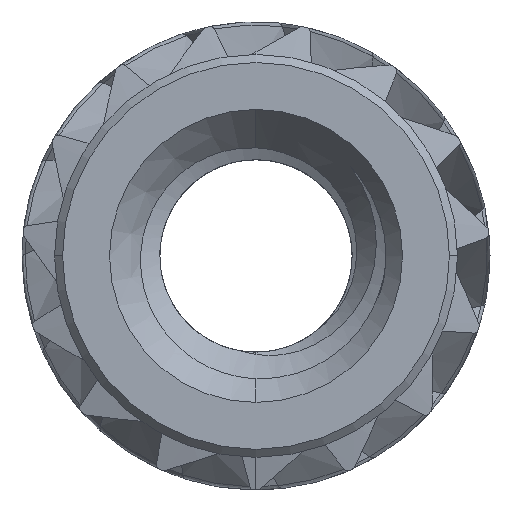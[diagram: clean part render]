
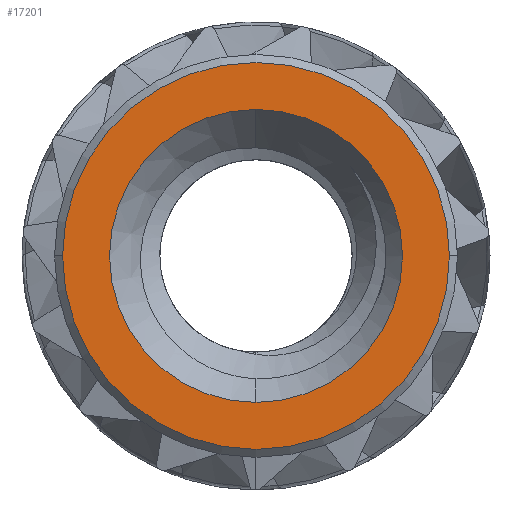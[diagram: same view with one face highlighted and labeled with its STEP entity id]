
A CAD part, front view. The second image highlights one B-rep face of the part: STEP entity #17201.
In plain terms, the highlighted planar face has unit normal (0, -1, 0).
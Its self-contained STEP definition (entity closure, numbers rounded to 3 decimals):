
#443 = AXIS2_PLACEMENT_3D ( 'NONE', #14984, #6344, #7803 ) ;
#1531 = ORIENTED_EDGE ( 'NONE', *, *, #11768, .T. ) ;
#1701 = DIRECTION ( 'NONE',  ( 0., -1., 0. ) ) ;
#2783 = CARTESIAN_POINT ( 'NONE',  ( 0., -2., 0. ) ) ;
#3650 = ORIENTED_EDGE ( 'NONE', *, *, #3787, .F. ) ;
#3787 = EDGE_CURVE ( 'NONE', #9102, #17093, #16400, .T. ) ;
#5030 = CARTESIAN_POINT ( 'NONE',  ( -1.488, -2., 0. ) ) ;
#5659 = DIRECTION ( 'NONE',  ( 0., -1., 0. ) ) ;
#6344 = DIRECTION ( 'NONE',  ( 0., -1., 0. ) ) ;
#6588 = AXIS2_PLACEMENT_3D ( 'NONE', #13808, #9317, #16733 ) ;
#6850 = AXIS2_PLACEMENT_3D ( 'NONE', #2783, #17193, #8585 ) ;
#6877 = EDGE_LOOP ( 'NONE', ( #3650, #14977 ) ) ;
#7096 = CIRCLE ( 'NONE', #12893, 1.127 ) ;
#7803 = DIRECTION ( 'NONE',  ( 0., 0., -1. ) ) ;
#8126 = AXIS2_PLACEMENT_3D ( 'NONE', #9923, #5659, #11194 ) ;
#8585 = DIRECTION ( 'NONE',  ( 1., 0., 0. ) ) ;
#8901 = CIRCLE ( 'NONE', #6588, 1.488 ) ;
#9102 = VERTEX_POINT ( 'NONE', #12035 ) ;
#9317 = DIRECTION ( 'NONE',  ( 0., -1., 0. ) ) ;
#9923 = CARTESIAN_POINT ( 'NONE',  ( 1.55, -2., 0. ) ) ;
#10182 = EDGE_CURVE ( 'NONE', #11638, #17102, #8901, .T. ) ;
#10480 = CARTESIAN_POINT ( 'NONE',  ( 0., -2., 0. ) ) ;
#10725 = EDGE_CURVE ( 'NONE', #17093, #9102, #7096, .T. ) ;
#10749 = CARTESIAN_POINT ( 'NONE',  ( 0., -2., 1.127 ) ) ;
#11096 = FACE_BOUND ( 'NONE', #6877, .T. ) ;
#11194 = DIRECTION ( 'NONE',  ( 1., 0., 0. ) ) ;
#11638 = VERTEX_POINT ( 'NONE', #18467 ) ;
#11768 = EDGE_CURVE ( 'NONE', #17102, #11638, #16731, .T. ) ;
#12035 = CARTESIAN_POINT ( 'NONE',  ( 0., -2., -1.127 ) ) ;
#12893 = AXIS2_PLACEMENT_3D ( 'NONE', #10480, #1701, #17521 ) ;
#12949 = ORIENTED_EDGE ( 'NONE', *, *, #10182, .T. ) ;
#13808 = CARTESIAN_POINT ( 'NONE',  ( 0., -2., 0. ) ) ;
#14977 = ORIENTED_EDGE ( 'NONE', *, *, #10725, .F. ) ;
#14984 = CARTESIAN_POINT ( 'NONE',  ( 0., -2., 0. ) ) ;
#16400 = CIRCLE ( 'NONE', #443, 1.127 ) ;
#16731 = CIRCLE ( 'NONE', #6850, 1.488 ) ;
#16733 = DIRECTION ( 'NONE',  ( 1., 0., 0. ) ) ;
#17093 = VERTEX_POINT ( 'NONE', #10749 ) ;
#17102 = VERTEX_POINT ( 'NONE', #5030 ) ;
#17159 = PLANE ( 'NONE',  #8126 ) ;
#17178 = FACE_OUTER_BOUND ( 'NONE', #17923, .T. ) ;
#17193 = DIRECTION ( 'NONE',  ( 0., -1., 0. ) ) ;
#17201 = ADVANCED_FACE ( 'NONE', ( #11096, #17178 ), #17159, .T. ) ;
#17521 = DIRECTION ( 'NONE',  ( 0., 0., -1. ) ) ;
#17923 = EDGE_LOOP ( 'NONE', ( #1531, #12949 ) ) ;
#18467 = CARTESIAN_POINT ( 'NONE',  ( 1.488, -2., 0. ) ) ;
